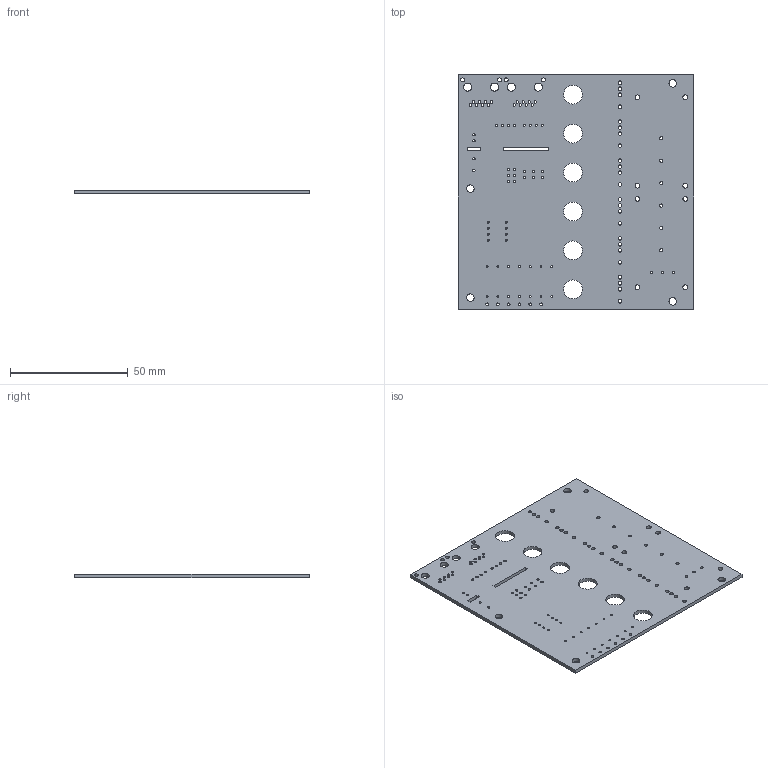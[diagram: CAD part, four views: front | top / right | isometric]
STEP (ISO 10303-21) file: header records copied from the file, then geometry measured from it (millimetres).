
FILE_DESCRIPTION(('KiCad electronic assembly'),'2;1');
FILE_NAME('HV servo drive v1.step','2023-06-09T20:42:15',('Pcbnew'),( 'Kicad'),'Open CASCADE STEP processor 7.6','KiCad to STEP converter' ,'Unknown');
FILE_SCHEMA(('AUTOMOTIVE_DESIGN { 1 0 10303 214 1 1 1 1 }'));
Length unit declared in the file: millimetre
Products named in the file (2): HV servo drive v1 1; HV servo drive v1 PCB
Assembly tree (1 placements, depth 2):
  HV servo drive v1 1
    HV servo drive v1 PCB
Bounding box: 99.82 x 99.31 x 1.58 mm (x, y, z)
Volume: 14848.8 mm3; surface area: 20498.5 mm2
Topology: 1 solids, 1 shells, 141 faces, 417 edges, 278 vertices
Faces by surface type: cylinder 127, plane 14
Full cylindrical faces by diameter (mm): 0.8 x22, 1 x24, 1.016 x16, 1.1 x9, 1.397 x6, 1.5 x24, 1.651 x4, 2 x8, 3.2 x4, 3.429 x4, 8 x6
Entity records: 10849 total; most frequent: DIRECTION 1791, CARTESIAN_POINT 1672, ORIENTED_EDGE 834, PCURVE 834, DEFINITIONAL_REPRESENTATION 834, LINE 743, VECTOR 743, CIRCLE 508
